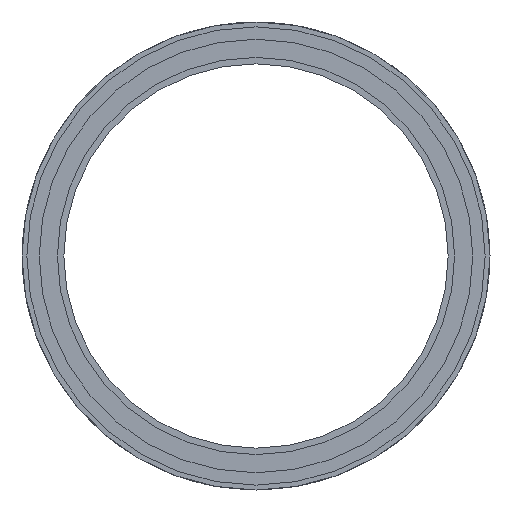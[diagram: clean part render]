
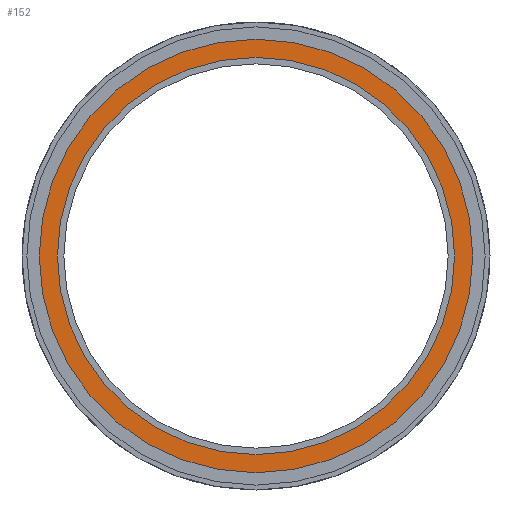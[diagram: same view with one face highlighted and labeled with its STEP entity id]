
A CAD part, front view. The second image highlights one B-rep face of the part: STEP entity #152.
In plain terms, the highlighted planar face has unit normal (0, -1, 0).
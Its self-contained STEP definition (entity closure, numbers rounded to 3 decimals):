
#10 = CARTESIAN_POINT ( 'NONE',  ( 0., -11.9, 111.15 ) ) ;
#28 = CARTESIAN_POINT ( 'NONE',  ( 0., -11.9, 0. ) ) ;
#44 = CARTESIAN_POINT ( 'NONE',  ( 0., -11.9, 101.85 ) ) ;
#66 = DIRECTION ( 'NONE',  ( 0., 0., 1. ) ) ;
#93 = EDGE_CURVE ( 'NONE', #121, #121, #181, .T. ) ;
#96 = CARTESIAN_POINT ( 'NONE',  ( 0., -11.9, 0. ) ) ;
#119 = CIRCLE ( 'NONE', #120, 111.15 ) ;
#120 = AXIS2_PLACEMENT_3D ( 'NONE', #28, #161, #299 ) ;
#121 = VERTEX_POINT ( 'NONE', #44 ) ;
#129 = DIRECTION ( 'NONE',  ( 0., 1., 0. ) ) ;
#136 = EDGE_CURVE ( 'NONE', #211, #211, #119, .T. ) ;
#146 = EDGE_LOOP ( 'NONE', ( #191 ) ) ;
#152 = ADVANCED_FACE ( 'NONE', ( #297, #203 ), #407, .F. ) ;
#161 = DIRECTION ( 'NONE',  ( 0., 1., 0. ) ) ;
#181 = CIRCLE ( 'NONE', #397, 101.85 ) ;
#191 = ORIENTED_EDGE ( 'NONE', *, *, #136, .F. ) ;
#203 = FACE_OUTER_BOUND ( 'NONE', #146, .T. ) ;
#209 = AXIS2_PLACEMENT_3D ( 'NONE', #96, #129, #66 ) ;
#211 = VERTEX_POINT ( 'NONE', #10 ) ;
#233 = ORIENTED_EDGE ( 'NONE', *, *, #93, .T. ) ;
#287 = DIRECTION ( 'NONE',  ( 0., 0., 1. ) ) ;
#297 = FACE_BOUND ( 'NONE', #313, .T. ) ;
#299 = DIRECTION ( 'NONE',  ( 0., 0., 1. ) ) ;
#313 = EDGE_LOOP ( 'NONE', ( #233 ) ) ;
#330 = CARTESIAN_POINT ( 'NONE',  ( 0., -11.9, 0. ) ) ;
#366 = DIRECTION ( 'NONE',  ( 0., 1., 0. ) ) ;
#397 = AXIS2_PLACEMENT_3D ( 'NONE', #330, #366, #287 ) ;
#407 = PLANE ( 'NONE',  #209 ) ;
